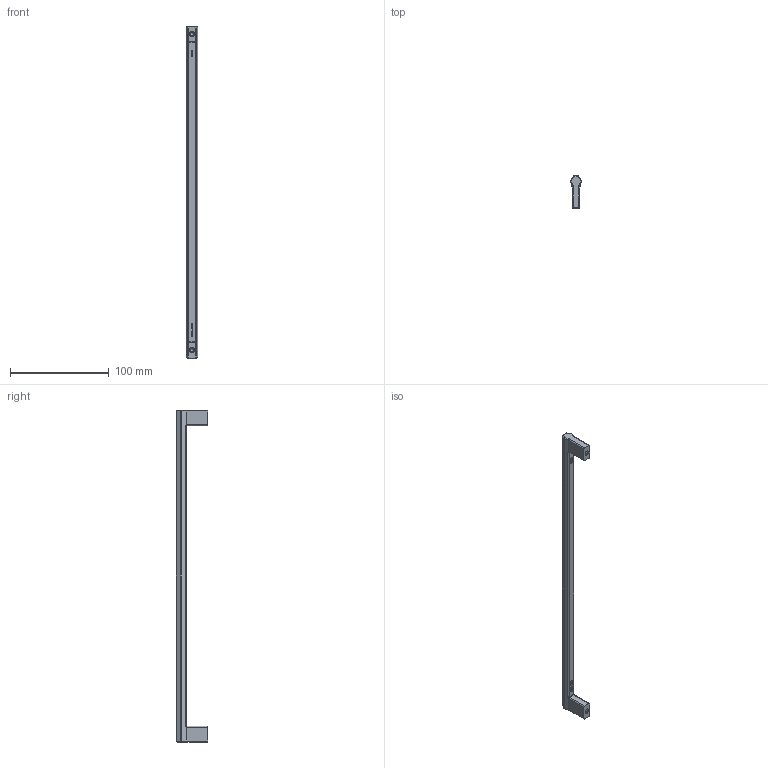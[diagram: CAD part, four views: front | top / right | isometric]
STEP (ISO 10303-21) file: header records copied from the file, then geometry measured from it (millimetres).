
FILE_DESCRIPTION(('Creo Elements/Direct Modeling STEP Export'),'2;1');
FILE_NAME('2571-336.stp','2021-07-23T 8:04:11',(''),(''),'Creo Elements/Direct Modeling STEP processor for AP214 (Solid Model)','Creo Elements/Direct Modeling 20.0 12-Nov-2016 (C) Parametric Technology GmbH','');
FILE_SCHEMA(('AUTOMOTIVE_DESIGN { 1 0 10303 214 1 1 1 1 }'));
Length unit declared in the file: millimetre
Products named in the file (2): ZN-11534
Assembly tree (1 placements, depth 2):
  ZN-11534
    ZN-11534
Bounding box: 11.45 x 32 x 336 mm (x, y, z)
Volume: 36243.9 mm3; surface area: 14391.5 mm2
Topology: 1 solids, 1 shells, 634 faces, 1799 edges, 1170 vertices
Faces by surface type: plane 556, cylinder 38, bspline 32, cone 8
Entity records: 21667 total; most frequent: CARTESIAN_POINT 5614, ORIENTED_EDGE 3566, DIRECTION 2891, EDGE_CURVE 1783, VECTOR 1653, LINE 1653, VERTEX_POINT 1170, EDGE_LOOP 653
